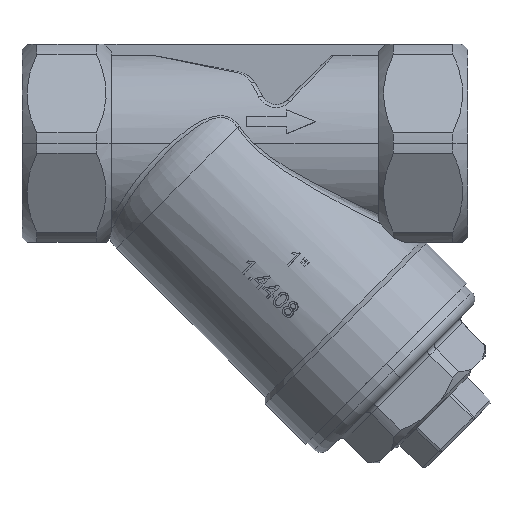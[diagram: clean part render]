
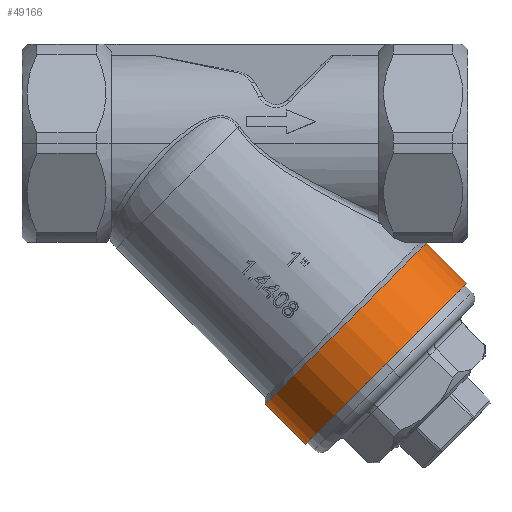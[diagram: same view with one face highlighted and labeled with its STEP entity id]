
A CAD part, top view. The second image highlights one B-rep face of the part: STEP entity #49166.
In plain terms, the highlighted cylindrical face has radius 23 mm (diameter 46 mm), a partial arc.
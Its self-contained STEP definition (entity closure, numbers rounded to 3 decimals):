
#37 = ORIENTED_EDGE ( 'NONE', *, *, #53341, .T. ) ;
#2315 = CARTESIAN_POINT ( 'NONE',  ( 12.737, -16.263, 0. ) ) ;
#2776 = AXIS2_PLACEMENT_3D ( 'NONE', #26291, #71098, #32724 ) ;
#7526 = VERTEX_POINT ( 'NONE', #38984 ) ;
#8481 = FACE_OUTER_BOUND ( 'NONE', #27064, .T. ) ;
#13753 = VERTEX_POINT ( 'NONE', #69336 ) ;
#15011 = VECTOR ( 'NONE', #56038, 1000. ) ;
#19615 = DIRECTION ( 'NONE',  ( -0.707, -0.707, 0. ) ) ;
#22578 = EDGE_CURVE ( 'NONE', #13753, #82950, #65596, .T. ) ;
#23459 = CYLINDRICAL_SURFACE ( 'NONE', #30222, 23. ) ;
#25883 = ORIENTED_EDGE ( 'NONE', *, *, #64761, .F. ) ;
#26291 = CARTESIAN_POINT ( 'NONE',  ( 65.416, -36.416, 0. ) ) ;
#27064 = EDGE_LOOP ( 'NONE', ( #60123, #37, #74520, #25883 ) ) ;
#30222 = AXIS2_PLACEMENT_3D ( 'NONE', #64408, #70870, #19615 ) ;
#30693 = CARTESIAN_POINT ( 'NONE',  ( 73.548, -44.548, 0. ) ) ;
#32020 = LINE ( 'NONE', #49572, #15011 ) ;
#32724 = DIRECTION ( 'NONE',  ( -0.707, -0.707, 0. ) ) ;
#37149 = DIRECTION ( 'NONE',  ( -0.707, -0.707, 0. ) ) ;
#37855 = CARTESIAN_POINT ( 'NONE',  ( 81.679, -20.153, 0. ) ) ;
#37999 = CARTESIAN_POINT ( 'NONE',  ( 57.284, -60.811, 0. ) ) ;
#38984 = CARTESIAN_POINT ( 'NONE',  ( 89.811, -28.284, 0. ) ) ;
#40668 = DIRECTION ( 'NONE',  ( -0.707, 0.707, 0. ) ) ;
#49166 = ADVANCED_FACE ( 'NONE', ( #8481 ), #23459, .T. ) ;
#49572 = CARTESIAN_POINT ( 'NONE',  ( 45.263, 16.263, 0. ) ) ;
#53341 = EDGE_CURVE ( 'NONE', #7526, #82950, #32020, .T. ) ;
#56038 = DIRECTION ( 'NONE',  ( -0.707, 0.707, 0. ) ) ;
#60123 = ORIENTED_EDGE ( 'NONE', *, *, #74008, .T. ) ;
#64408 = CARTESIAN_POINT ( 'NONE',  ( 29., 0., 0. ) ) ;
#64761 = EDGE_CURVE ( 'NONE', #82023, #13753, #71942, .T. ) ;
#64979 = CIRCLE ( 'NONE', #69097, 23. ) ;
#65596 = CIRCLE ( 'NONE', #2776, 23. ) ;
#69097 = AXIS2_PLACEMENT_3D ( 'NONE', #30693, #75488, #37149 ) ;
#69336 = CARTESIAN_POINT ( 'NONE',  ( 49.153, -52.679, 0. ) ) ;
#69911 = VECTOR ( 'NONE', #40668, 1000. ) ;
#70870 = DIRECTION ( 'NONE',  ( -0.707, 0.707, 0. ) ) ;
#71098 = DIRECTION ( 'NONE',  ( -0.707, 0.707, 0. ) ) ;
#71942 = LINE ( 'NONE', #2315, #69911 ) ;
#74008 = EDGE_CURVE ( 'NONE', #82023, #7526, #64979, .T. ) ;
#74520 = ORIENTED_EDGE ( 'NONE', *, *, #22578, .F. ) ;
#75488 = DIRECTION ( 'NONE',  ( -0.707, 0.707, 0. ) ) ;
#82023 = VERTEX_POINT ( 'NONE', #37999 ) ;
#82950 = VERTEX_POINT ( 'NONE', #37855 ) ;
